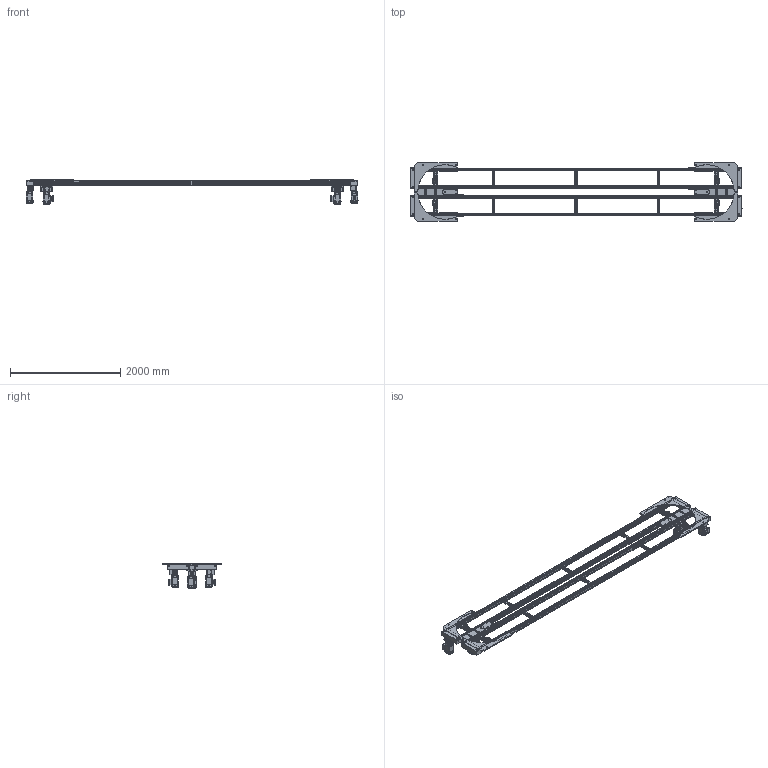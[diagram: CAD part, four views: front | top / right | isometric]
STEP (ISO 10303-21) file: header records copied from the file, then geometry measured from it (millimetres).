
FILE_DESCRIPTION(('STEP AP203'),'1');
FILE_NAME('Hippodrome 6000 palette 400.stp','2025-07-21T10:14:35',(' '),(' '),'Spatial InterOp 3D',' ',' ');
FILE_SCHEMA(('CONFIG_CONTROL_DESIGN'));
Length unit declared in the file: millimetre
Products named in the file (1): Hippodrome 6000 palette 400
Bounding box: 6027.82 x 1065 x 448.42 mm (x, y, z)
Surface area: 16683020 mm2 (no closed solid volume)
Topology: 0 solids, 375 shells, 2786 faces, 11893 edges, 9136 vertices
Faces by surface type: plane 1854, cylinder 625, cone 152, bspline 135, sphere 16, torus 4
Full cylindrical faces by diameter (mm): 6.6 x4, 7 x13, 7.5 x8, 8.5 x8, 10 x28, 11 x6, 11.34 x10, 13 x24, 15 x12, 19.7 x5, 20 x7, 24 x2, 26 x4, 28 x6, 30 x2, 44 x8, 117 x4
Entity records: 134234 total; most frequent: CARTESIAN_POINT 38823, DIRECTION 19785, ORIENTED_EDGE 16812, EDGE_CURVE 11652, VERTEX_POINT 9093, LINE 7599, VECTOR 7599, AXIS2_PLACEMENT_3D 6093
